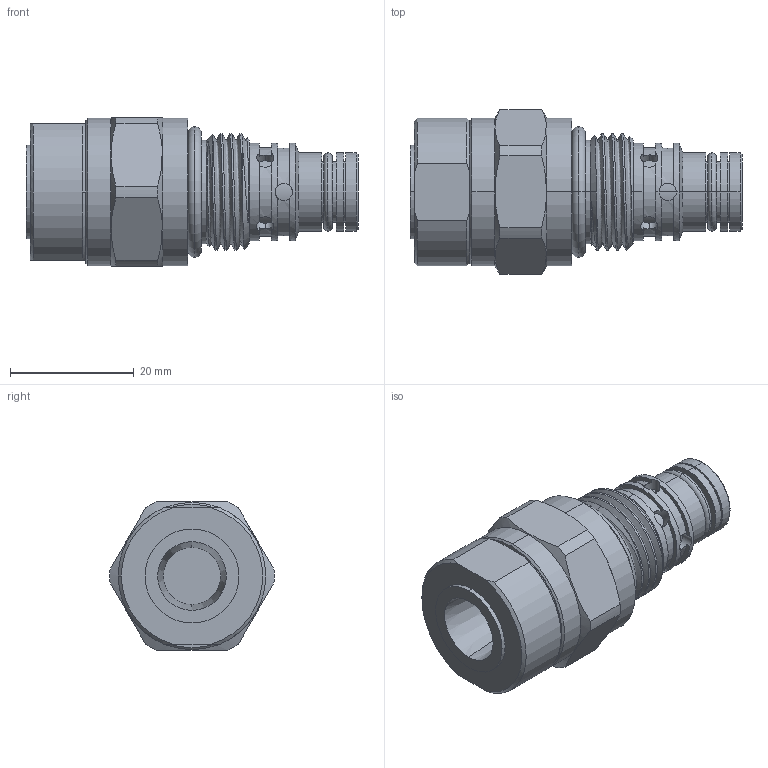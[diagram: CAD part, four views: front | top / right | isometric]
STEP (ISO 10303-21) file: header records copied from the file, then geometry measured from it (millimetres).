
FILE_DESCRIPTION (( 'STEP AP214' ), '1' );
FILE_NAME ('CV08W22-G02.STEP', '2016-05-17T05:50:25', ( '' ), ( '' ), 'SwSTEP 2.0', 'SolidWorks 2012', '' );
FILE_SCHEMA (( 'AUTOMOTIVE_DESIGN' ));
Length unit declared in the file: millimetre
Products named in the file (1): CV08W22-G02
Bounding box: 53.7 x 26.66 x 24 mm (x, y, z)
Volume: 15410.5 mm3; surface area: 7037.7 mm2
Topology: 4 solids, 5 shells, 181 faces, 467 edges, 301 vertices
Faces by surface type: cylinder 91, plane 42, cone 32, torus 10, bspline 4, sphere 2
Entity records: 9593 total; most frequent: CARTESIAN_POINT 5321, ORIENTED_EDGE 934, DIRECTION 830, EDGE_CURVE 467, AXIS2_PLACEMENT_3D 341, VERTEX_POINT 301, EDGE_LOOP 194, ADVANCED_FACE 181
